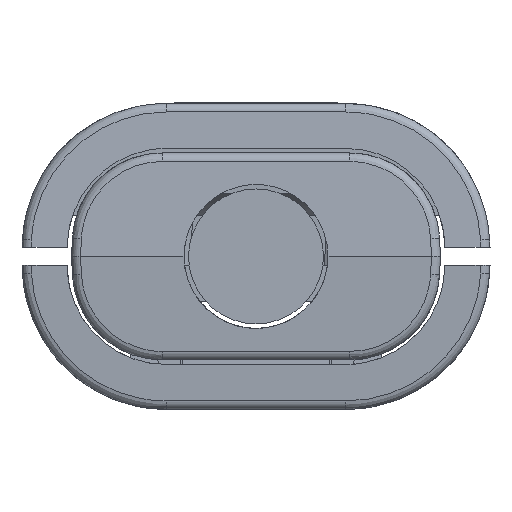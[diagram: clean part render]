
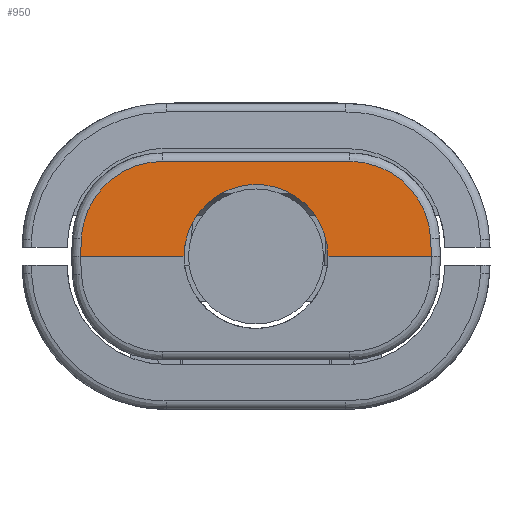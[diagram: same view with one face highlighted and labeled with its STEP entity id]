
A CAD part, front view. The second image highlights one B-rep face of the part: STEP entity #950.
In plain terms, the highlighted planar face has unit normal (0, -0.999, 0.052).
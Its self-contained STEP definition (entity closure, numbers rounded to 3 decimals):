
#500=PLANE('',#10343);
#950=ADVANCED_FACE('',(#1564),#500,.T.);
#1564=FACE_OUTER_BOUND('',#2078,.T.);
#2078=EDGE_LOOP('',(#3966,#3967,#3968,#3969,#3970,#3971,#3972,#3973));
#2483=ELLIPSE('',#10270,0.801,0.8);
#2524=ELLIPSE('',#10341,0.901,0.9);
#2525=ELLIPSE('',#10342,0.901,0.9);
#3966=ORIENTED_EDGE('',*,*,#7171,.T.);
#3967=ORIENTED_EDGE('',*,*,#7181,.T.);
#3968=ORIENTED_EDGE('',*,*,#7182,.T.);
#3969=ORIENTED_EDGE('',*,*,#7183,.T.);
#3970=ORIENTED_EDGE('',*,*,#7184,.T.);
#3971=ORIENTED_EDGE('',*,*,#7185,.T.);
#3972=ORIENTED_EDGE('',*,*,#7165,.T.);
#3973=ORIENTED_EDGE('',*,*,#7031,.F.);
#5954=VERTEX_POINT('',#15463);
#5955=VERTEX_POINT('',#15464);
#6054=VERTEX_POINT('',#15724);
#6059=VERTEX_POINT('',#15734);
#6064=VERTEX_POINT('',#15754);
#6065=VERTEX_POINT('',#15756);
#6066=VERTEX_POINT('',#15758);
#6067=VERTEX_POINT('',#15760);
#7031=EDGE_CURVE('',#5955,#5954,#2483,.T.);
#7165=EDGE_CURVE('',#6054,#5954,#8408,.T.);
#7171=EDGE_CURVE('',#5955,#6059,#8412,.T.);
#7181=EDGE_CURVE('',#6059,#6064,#8420,.T.);
#7182=EDGE_CURVE('',#6064,#6065,#2524,.T.);
#7183=EDGE_CURVE('',#6065,#6066,#8421,.T.);
#7184=EDGE_CURVE('',#6066,#6067,#2525,.T.);
#7185=EDGE_CURVE('',#6067,#6054,#8422,.T.);
#8408=LINE('',#15723,#9485);
#8412=LINE('',#15735,#9489);
#8420=LINE('',#15753,#9497);
#8421=LINE('',#15757,#9498);
#8422=LINE('',#15761,#9499);
#9485=VECTOR('',#11866,1.);
#9489=VECTOR('',#11874,1.);
#9497=VECTOR('',#11894,1.);
#9498=VECTOR('',#11897,1.);
#9499=VECTOR('',#11900,1.);
#10270=AXIS2_PLACEMENT_3D('',#15465,#11643,#11644);
#10341=AXIS2_PLACEMENT_3D('',#15755,#11895,#11896);
#10342=AXIS2_PLACEMENT_3D('',#15759,#11898,#11899);
#10343=AXIS2_PLACEMENT_3D('',#15762,#11901,#11902);
#11643=DIRECTION('',(0.,-0.999,0.052));
#11644=DIRECTION('',(0.,0.052,0.999));
#11866=DIRECTION('',(1.,0.,0.));
#11874=DIRECTION('',(1.,0.,0.));
#11894=DIRECTION('',(-0.052,0.052,0.997));
#11895=DIRECTION('',(0.,-0.999,0.052));
#11896=DIRECTION('',(0.,0.052,0.999));
#11897=DIRECTION('',(-1.,0.,0.));
#11898=DIRECTION('',(0.,-0.999,0.052));
#11899=DIRECTION('',(0.,-0.052,-0.999));
#11900=DIRECTION('',(-0.052,-0.052,-0.997));
#11901=DIRECTION('',(0.,-0.999,0.052));
#11902=DIRECTION('',(0.,-0.052,-0.999));
#15463=CARTESIAN_POINT('',(99.2,-14.,0.));
#15464=CARTESIAN_POINT('',(100.8,-14.,0.));
#15465=CARTESIAN_POINT('',(100.,-14.,0.));
#15723=CARTESIAN_POINT('',(97.95,-14.,0.));
#15724=CARTESIAN_POINT('',(98.05,-14.,0.));
#15734=CARTESIAN_POINT('',(101.95,-14.,0.));
#15735=CARTESIAN_POINT('',(97.95,-14.,0.));
#15753=CARTESIAN_POINT('',(101.939,-13.989,0.208));
#15754=CARTESIAN_POINT('',(101.94,-13.989,0.202));
#15755=CARTESIAN_POINT('',(101.041,-13.992,0.155));
#15756=CARTESIAN_POINT('',(101.041,-13.945,1.055));
#15757=CARTESIAN_POINT('',(98.959,-13.945,1.055));
#15758=CARTESIAN_POINT('',(98.959,-13.945,1.055));
#15759=CARTESIAN_POINT('',(98.959,-13.992,0.155));
#15760=CARTESIAN_POINT('',(98.06,-13.989,0.202));
#15761=CARTESIAN_POINT('',(98.05,-14.,-0.005));
#15762=CARTESIAN_POINT('',(97.95,-14.,0.));
